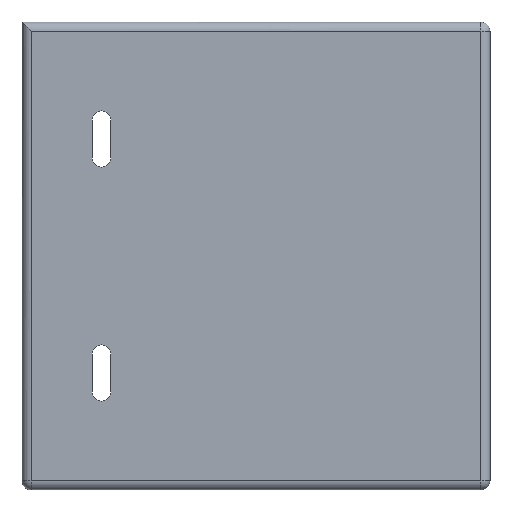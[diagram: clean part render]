
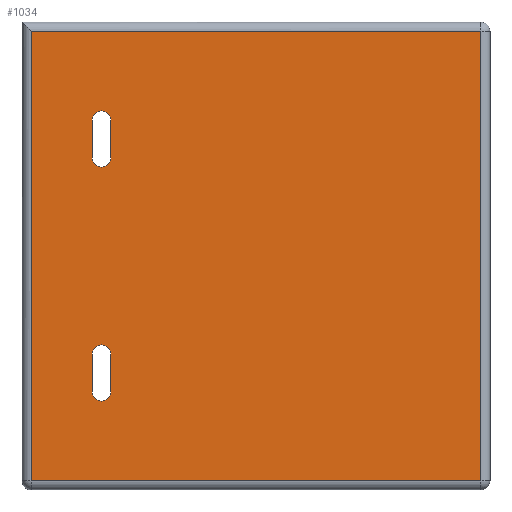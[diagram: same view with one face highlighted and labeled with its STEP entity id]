
A CAD part, front view. The second image highlights one B-rep face of the part: STEP entity #1034.
In plain terms, the highlighted planar face has unit normal (0, -1, 0).
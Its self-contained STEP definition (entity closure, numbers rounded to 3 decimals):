
#18=FACE_BOUND('',#365,.T.);
#19=FACE_BOUND('',#366,.T.);
#29=PLANE('',#1170);
#93=LINE('',#1725,#176);
#94=LINE('',#1741,#177);
#96=LINE('',#1744,#179);
#105=LINE('',#1771,#188);
#106=LINE('',#1775,#189);
#107=LINE('',#1779,#190);
#108=LINE('',#1785,#191);
#109=LINE('',#1788,#192);
#176=VECTOR('',#1385,10.);
#177=VECTOR('',#1406,10.);
#179=VECTOR('',#1410,10.);
#188=VECTOR('',#1447,10.);
#189=VECTOR('',#1450,10.);
#190=VECTOR('',#1453,10.);
#191=VECTOR('',#1458,10.);
#192=VECTOR('',#1461,10.);
#296=FACE_OUTER_BOUND('',#364,.T.);
#364=EDGE_LOOP('',(#869,#870,#871,#872));
#365=EDGE_LOOP('',(#873,#874,#875,#876));
#366=EDGE_LOOP('',(#877,#878,#879,#880));
#439=CIRCLE('',#1171,2.);
#440=CIRCLE('',#1172,2.);
#441=CIRCLE('',#1173,2.);
#442=CIRCLE('',#1174,2.);
#502=VERTEX_POINT('',#1716);
#505=VERTEX_POINT('',#1724);
#508=VERTEX_POINT('',#1731);
#510=VERTEX_POINT('',#1737);
#515=VERTEX_POINT('',#1773);
#516=VERTEX_POINT('',#1774);
#517=VERTEX_POINT('',#1776);
#518=VERTEX_POINT('',#1778);
#519=VERTEX_POINT('',#1781);
#520=VERTEX_POINT('',#1782);
#521=VERTEX_POINT('',#1784);
#522=VERTEX_POINT('',#1786);
#621=EDGE_CURVE('',#502,#505,#93,.T.);
#629=EDGE_CURVE('',#505,#510,#94,.T.);
#631=EDGE_CURVE('',#510,#508,#96,.T.);
#646=EDGE_CURVE('',#508,#502,#105,.T.);
#647=EDGE_CURVE('',#515,#516,#106,.T.);
#648=EDGE_CURVE('',#516,#517,#439,.T.);
#649=EDGE_CURVE('',#517,#518,#107,.T.);
#650=EDGE_CURVE('',#518,#515,#440,.T.);
#651=EDGE_CURVE('',#519,#520,#441,.T.);
#652=EDGE_CURVE('',#520,#521,#108,.T.);
#653=EDGE_CURVE('',#521,#522,#442,.T.);
#654=EDGE_CURVE('',#522,#519,#109,.T.);
#869=ORIENTED_EDGE('',*,*,#621,.F.);
#870=ORIENTED_EDGE('',*,*,#646,.F.);
#871=ORIENTED_EDGE('',*,*,#631,.F.);
#872=ORIENTED_EDGE('',*,*,#629,.F.);
#873=ORIENTED_EDGE('',*,*,#647,.T.);
#874=ORIENTED_EDGE('',*,*,#648,.T.);
#875=ORIENTED_EDGE('',*,*,#649,.T.);
#876=ORIENTED_EDGE('',*,*,#650,.T.);
#877=ORIENTED_EDGE('',*,*,#651,.T.);
#878=ORIENTED_EDGE('',*,*,#652,.T.);
#879=ORIENTED_EDGE('',*,*,#653,.T.);
#880=ORIENTED_EDGE('',*,*,#654,.T.);
#1034=ADVANCED_FACE('',(#296,#18,#19),#29,.F.);
#1170=AXIS2_PLACEMENT_3D('',#1772,#1448,#1449);
#1171=AXIS2_PLACEMENT_3D('',#1777,#1451,#1452);
#1172=AXIS2_PLACEMENT_3D('',#1780,#1454,#1455);
#1173=AXIS2_PLACEMENT_3D('',#1783,#1456,#1457);
#1174=AXIS2_PLACEMENT_3D('',#1787,#1459,#1460);
#1385=DIRECTION('',(0.,0.,1.));
#1406=DIRECTION('',(1.,0.,0.));
#1410=DIRECTION('',(0.,0.,-1.));
#1447=DIRECTION('',(-1.,0.,0.));
#1448=DIRECTION('center_axis',(0.,1.,0.));
#1449=DIRECTION('ref_axis',(0.,0.,1.));
#1450=DIRECTION('',(0.,0.,1.));
#1451=DIRECTION('center_axis',(0.,1.,0.));
#1452=DIRECTION('ref_axis',(-1.,0.,0.));
#1453=DIRECTION('',(0.,0.,-1.));
#1454=DIRECTION('center_axis',(0.,1.,0.));
#1455=DIRECTION('ref_axis',(1.,0.,0.));
#1456=DIRECTION('center_axis',(0.,1.,0.));
#1457=DIRECTION('ref_axis',(1.,0.,0.));
#1458=DIRECTION('',(0.,0.,1.));
#1459=DIRECTION('center_axis',(0.,1.,0.));
#1460=DIRECTION('ref_axis',(-1.,0.,0.));
#1461=DIRECTION('',(0.,0.,-1.));
#1716=CARTESIAN_POINT('',(2.,0.,-98.));
#1724=CARTESIAN_POINT('',(2.,0.,-2.));
#1725=CARTESIAN_POINT('',(2.,0.,-75.));
#1731=CARTESIAN_POINT('',(98.,0.,-98.));
#1737=CARTESIAN_POINT('',(98.,0.,-2.));
#1741=CARTESIAN_POINT('',(25.,0.,-2.));
#1744=CARTESIAN_POINT('',(98.,0.,-25.));
#1771=CARTESIAN_POINT('',(75.,0.,-98.));
#1772=CARTESIAN_POINT('Origin',(50.,0.,-50.));
#1773=CARTESIAN_POINT('',(15.,0.,-29.));
#1774=CARTESIAN_POINT('',(15.,0.,-21.));
#1775=CARTESIAN_POINT('',(15.,0.,-35.5));
#1776=CARTESIAN_POINT('',(19.,0.,-21.));
#1777=CARTESIAN_POINT('Origin',(17.,0.,-21.));
#1778=CARTESIAN_POINT('',(19.,0.,-29.));
#1779=CARTESIAN_POINT('',(19.,0.,-39.5));
#1780=CARTESIAN_POINT('Origin',(17.,0.,-29.));
#1781=CARTESIAN_POINT('',(19.,0.,-79.));
#1782=CARTESIAN_POINT('',(15.,0.,-79.));
#1783=CARTESIAN_POINT('Origin',(17.,0.,-79.));
#1784=CARTESIAN_POINT('',(15.,0.,-71.));
#1785=CARTESIAN_POINT('',(15.,0.,-60.5));
#1786=CARTESIAN_POINT('',(19.,0.,-71.));
#1787=CARTESIAN_POINT('Origin',(17.,0.,-71.));
#1788=CARTESIAN_POINT('',(19.,0.,-64.5));
